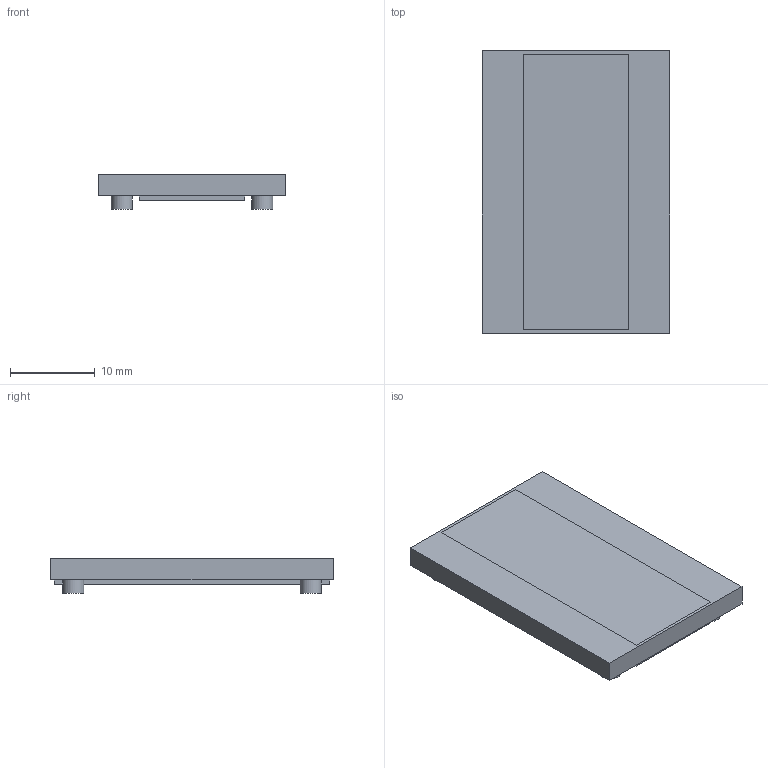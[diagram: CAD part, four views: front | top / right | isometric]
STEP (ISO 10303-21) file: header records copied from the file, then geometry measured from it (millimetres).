
FILE_DESCRIPTION(('FreeCAD Model'),'2;1');
FILE_NAME('Open CASCADE Shape Model','2024-07-07T16:23:15',(''),(''), 'Open CASCADE STEP processor 7.6','FreeCAD','Unknown');
FILE_SCHEMA(('AUTOMOTIVE_DESIGN { 1 0 10303 214 1 1 1 1 }'));
Length unit declared in the file: millimetre
Products named in the file (3): Unnamed; Socket; Part
Assembly tree (2 placements, depth 2):
  Unnamed
    Socket
    Part
Bounding box: 22.04 x 33.22 x 4.1 mm (x, y, z)
Volume: 2064 mm3; surface area: 2285.2 mm2
Topology: 2 solids, 2 shells, 24 faces, 48 edges, 32 vertices
Faces by surface type: plane 20, cylinder 4
Full cylindrical faces by diameter (mm): 2.5 x4
Entity records: 687 total; most frequent: CARTESIAN_POINT 111, DIRECTION 106, ORIENTED_EDGE 96, EDGE_CURVE 48, LINE 36, VECTOR 36, AXIS2_PLACEMENT_3D 35, VERTEX_POINT 32
